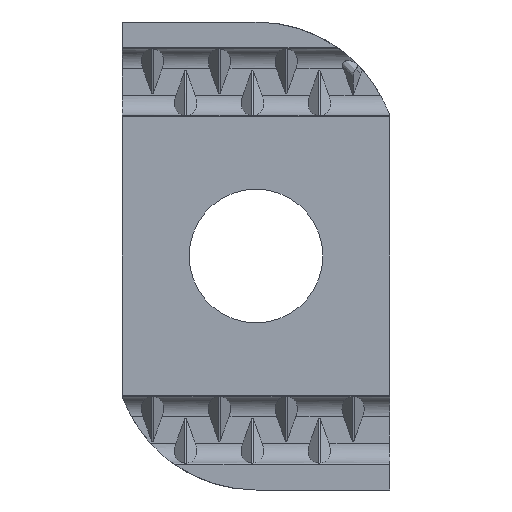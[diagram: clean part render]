
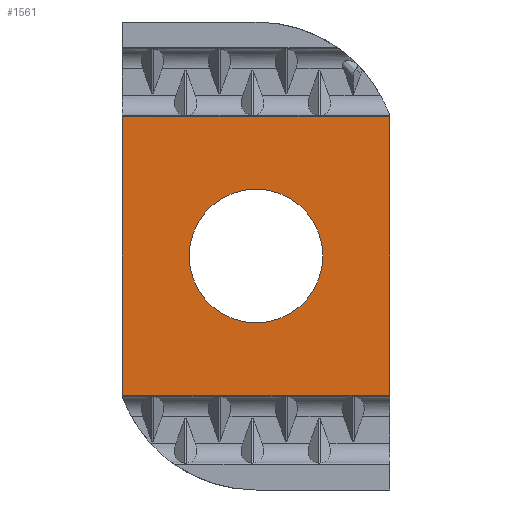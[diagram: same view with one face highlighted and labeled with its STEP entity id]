
A CAD part, front view. The second image highlights one B-rep face of the part: STEP entity #1561.
In plain terms, the highlighted planar face has unit normal (0, -1, 0).
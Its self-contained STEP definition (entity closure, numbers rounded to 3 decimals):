
#15=FACE_BOUND('',#553,.T.);
#33=CIRCLE('',#1743,5.);
#74=LINE('',#2359,#187);
#87=LINE('',#2533,#200);
#154=LINE('',#2934,#267);
#180=LINE('',#3022,#293);
#187=VECTOR('',#1769,10.);
#200=VECTOR('',#1838,10.);
#267=VECTOR('',#2077,10.);
#293=VECTOR('',#2171,10.);
#335=PLANE('',#1747);
#473=FACE_OUTER_BOUND('',#552,.T.);
#552=EDGE_LOOP('',(#1477,#1478,#1479,#1480));
#553=EDGE_LOOP('',(#1481));
#660=VERTEX_POINT('',#2356);
#661=VERTEX_POINT('',#2358);
#696=VERTEX_POINT('',#2532);
#785=VERTEX_POINT('',#2933);
#800=VERTEX_POINT('',#3026);
#814=EDGE_CURVE('',#660,#661,#74,.T.);
#856=EDGE_CURVE('',#696,#661,#87,.T.);
#984=EDGE_CURVE('',#696,#785,#154,.T.);
#1022=EDGE_CURVE('',#660,#785,#180,.T.);
#1025=EDGE_CURVE('',#800,#800,#33,.T.);
#1477=ORIENTED_EDGE('',*,*,#814,.F.);
#1478=ORIENTED_EDGE('',*,*,#1022,.T.);
#1479=ORIENTED_EDGE('',*,*,#984,.F.);
#1480=ORIENTED_EDGE('',*,*,#856,.T.);
#1481=ORIENTED_EDGE('',*,*,#1025,.T.);
#1561=ADVANCED_FACE('',(#473,#15),#335,.F.);
#1743=AXIS2_PLACEMENT_3D('',#3028,#2177,#2178);
#1747=AXIS2_PLACEMENT_3D('',#3034,#2187,#2188);
#1769=DIRECTION('',(-1.,0.,0.));
#1838=DIRECTION('',(0.,0.,-1.));
#2077=DIRECTION('',(1.,0.,0.));
#2171=DIRECTION('',(0.,0.,1.));
#2177=DIRECTION('center_axis',(0.,1.,0.));
#2178=DIRECTION('ref_axis',(-1.,0.,0.));
#2187=DIRECTION('center_axis',(0.,1.,0.));
#2188=DIRECTION('ref_axis',(0.,0.,1.));
#2356=CARTESIAN_POINT('',(20.,0.,-27.903));
#2358=CARTESIAN_POINT('',(0.,0.,-27.903));
#2359=CARTESIAN_POINT('',(5.,0.,-27.903));
#2532=CARTESIAN_POINT('',(0.,0.,-7.097));
#2533=CARTESIAN_POINT('',(0.,0.,0.));
#2933=CARTESIAN_POINT('',(20.,0.,-7.097));
#2934=CARTESIAN_POINT('',(15.,0.,-7.097));
#3022=CARTESIAN_POINT('',(20.,0.,-35.));
#3026=CARTESIAN_POINT('',(15.,0.,-17.5));
#3028=CARTESIAN_POINT('Origin',(10.,0.,-17.5));
#3034=CARTESIAN_POINT('Origin',(10.,0.,-17.5));
